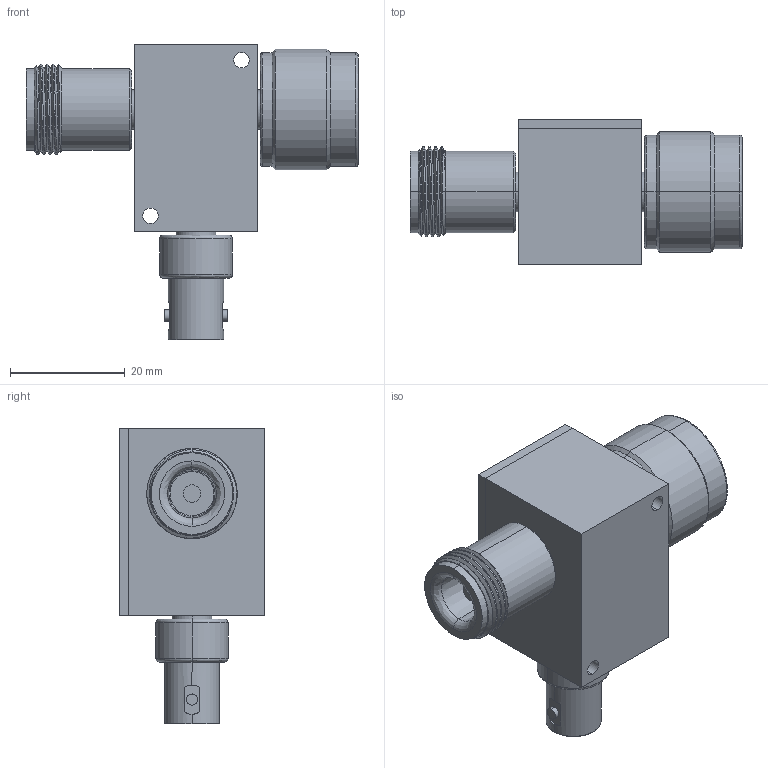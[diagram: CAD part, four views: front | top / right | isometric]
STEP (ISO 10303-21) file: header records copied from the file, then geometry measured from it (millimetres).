
FILE_DESCRIPTION (( 'STEP AP214' ), '1' );
FILE_NAME ('FMBT1628_3D.STEP', '2022-06-26T05:22:06', ( '' ), ( '' ), 'SwSTEP 2.0', 'SolidWorks 2021', '' );
FILE_SCHEMA (( 'AUTOMOTIVE_DESIGN' ));
Length unit declared in the file: inch
Products named in the file (8): Copy of N-FEMALE 5W^PE1628; Copy of 120-0051-02^PE1628; Copy of TYPE N COUPLING NUT^PE1628; FMBT1628_3D; Copy of 120-0050^PE1628; Copy of BNC-FEMALE_103-2270-02^PE1628; Copy of 010-2002-00_010-2002-00^PE1628; Copy of N-MALE 5W_103-1207-00^PE1628
Assembly tree (8 placements, depth 2):
  FMBT1628_3D
    Copy of 120-0050^PE1628
    Copy of 120-0051-02^PE1628
    Copy of N-FEMALE 5W^PE1628
    Copy of N-MALE 5W_103-1207-00^PE1628
    Copy of TYPE N COUPLING NUT^PE1628
    Copy of BNC-FEMALE_103-2270-02^PE1628
    Copy of 010-2002-00_010-2002-00^PE1628  x2
Bounding box: 57.91 x 25.4 x 51.61 mm (x, y, z)
Volume: 25202.5 mm3; surface area: 12900 mm2
Topology: 8 solids, 8 shells, 445 faces, 1064 edges, 655 vertices
Faces by surface type: cylinder 201, cone 138, plane 82, bspline 24
Entity records: 12614 total; most frequent: CARTESIAN_POINT 4913, ORIENTED_EDGE 1610, DIRECTION 1457, EDGE_CURVE 805, AXIS2_PLACEMENT_3D 583, VERTEX_POINT 503, EDGE_LOOP 378, FACE_OUTER_BOUND 340
